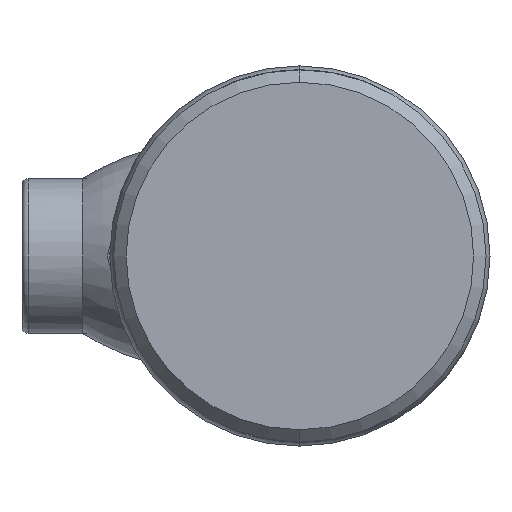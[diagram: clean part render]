
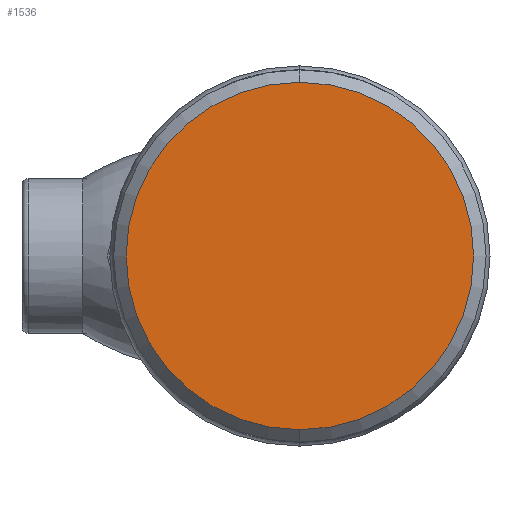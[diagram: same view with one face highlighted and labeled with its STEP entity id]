
A CAD part, left-side view. The second image highlights one B-rep face of the part: STEP entity #1536.
In plain terms, the highlighted planar face has unit normal (-1, 0, 0).
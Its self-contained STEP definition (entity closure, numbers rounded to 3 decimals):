
#171 = AXIS2_PLACEMENT_3D ( 'NONE', #1904, #793, #2078 ) ;
#177 = ORIENTED_EDGE ( 'NONE', *, *, #323, .T. ) ;
#263 = DIRECTION ( 'NONE',  ( -1., 0., 0. ) ) ;
#267 = DIRECTION ( 'NONE',  ( 0., 0., -1. ) ) ;
#268 = CARTESIAN_POINT ( 'NONE',  ( 0., 0., 0. ) ) ;
#323 = EDGE_CURVE ( 'NONE', #916, #1950, #1457, .T. ) ;
#342 = CARTESIAN_POINT ( 'NONE',  ( 0., 0., -28. ) ) ;
#552 = CARTESIAN_POINT ( 'NONE',  ( 0., 0., 28. ) ) ;
#679 = EDGE_CURVE ( 'NONE', #1950, #916, #754, .T. ) ;
#754 = CIRCLE ( 'NONE', #1765, 28. ) ;
#793 = DIRECTION ( 'NONE',  ( -1., 0., 0. ) ) ;
#847 = ORIENTED_EDGE ( 'NONE', *, *, #679, .T. ) ;
#916 = VERTEX_POINT ( 'NONE', #342 ) ;
#1308 = FACE_OUTER_BOUND ( 'NONE', #1380, .T. ) ;
#1380 = EDGE_LOOP ( 'NONE', ( #177, #847 ) ) ;
#1403 = DIRECTION ( 'NONE',  ( 1., 0., 0. ) ) ;
#1457 = CIRCLE ( 'NONE', #171, 28. ) ;
#1503 = AXIS2_PLACEMENT_3D ( 'NONE', #1943, #1403, #267 ) ;
#1536 = ADVANCED_FACE ( 'NONE', ( #1308 ), #1771, .F. ) ;
#1765 = AXIS2_PLACEMENT_3D ( 'NONE', #268, #263, #1944 ) ;
#1771 = PLANE ( 'NONE',  #1503 ) ;
#1904 = CARTESIAN_POINT ( 'NONE',  ( 0., 0., 0. ) ) ;
#1943 = CARTESIAN_POINT ( 'NONE',  ( 0., 0., 0. ) ) ;
#1944 = DIRECTION ( 'NONE',  ( 0., 0., -1. ) ) ;
#1950 = VERTEX_POINT ( 'NONE', #552 ) ;
#2078 = DIRECTION ( 'NONE',  ( 0., 0., -1. ) ) ;
